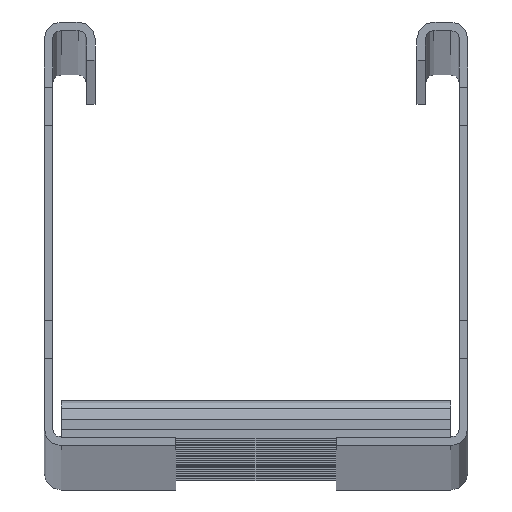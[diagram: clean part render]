
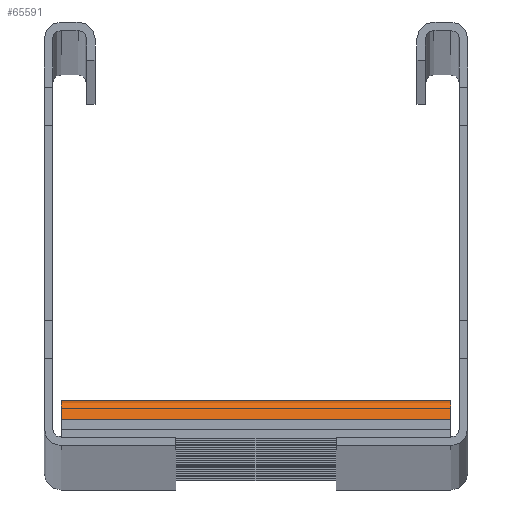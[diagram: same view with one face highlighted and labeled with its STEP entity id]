
A CAD part, top view. The second image highlights one B-rep face of the part: STEP entity #65591.
In plain terms, the highlighted cylindrical face has radius 4.5 mm (diameter 9 mm), a partial arc.
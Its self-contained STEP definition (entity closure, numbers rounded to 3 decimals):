
#5218=CARTESIAN_POINT('',(-46.,-43.5,2863.));
#5219=DIRECTION('',(1.,0.,0.));
#5220=DIRECTION('',(0.,0.,-1.));
#5221=AXIS2_PLACEMENT_3D('',#5218,#5219,#5220);
#6543=CARTESIAN_POINT('',(46.,-43.5,2863.));
#6544=DIRECTION('',(1.,0.,0.));
#6545=DIRECTION('',(0.,0.,-1.));
#6546=AXIS2_PLACEMENT_3D('',#6543,#6544,#6545);
#18253=DIRECTION('',(1.,0.,0.));
#18254=VECTOR('',#18253,92.);
#18255=CARTESIAN_POINT('',(-46.,-43.5,2867.5));
#18256=LINE('',#18255,#18254);
#18257=DIRECTION('',(1.,0.,0.));
#18258=VECTOR('',#18257,92.);
#18259=CARTESIAN_POINT('',(-46.,-43.5,2858.5));
#18260=LINE('',#18259,#18258);
#38065=CARTESIAN_POINT('',(-46.,-43.5,2858.5));
#38066=VERTEX_POINT('',#38065);
#38067=CARTESIAN_POINT('',(-46.,-43.5,2867.5));
#38068=VERTEX_POINT('',#38067);
#38085=CARTESIAN_POINT('',(46.,-43.5,2858.5));
#38086=VERTEX_POINT('',#38085);
#38087=CARTESIAN_POINT('',(46.,-43.5,2867.5));
#38088=VERTEX_POINT('',#38087);
#65579=CARTESIAN_POINT('',(-46.,-43.5,2863.));
#65580=DIRECTION('',(1.,0.,0.));
#65581=DIRECTION('',(0.,0.,-1.));
#65582=AXIS2_PLACEMENT_3D('',#65579,#65580,#65581);
#65583=CYLINDRICAL_SURFACE('',#65582,4.5);
#65584=ORIENTED_EDGE('',*,*,#43636,.F.);
#65586=ORIENTED_EDGE('',*,*,#65585,.T.);
#65587=ORIENTED_EDGE('',*,*,#44957,.T.);
#65588=ORIENTED_EDGE('',*,*,#65570,.F.);
#65589=EDGE_LOOP('',(#65584,#65586,#65587,#65588));
#65590=FACE_OUTER_BOUND('',#65589,.F.);
#65591=ADVANCED_FACE('',(#65590),#65583,.T.);
#5222=CIRCLE('',#5221,4.5);
#6547=CIRCLE('',#6546,4.5);
#43636=EDGE_CURVE('',#38066,#38068,#5222,.T.);
#44957=EDGE_CURVE('',#38086,#38088,#6547,.T.);
#65570=EDGE_CURVE('',#38068,#38088,#18256,.T.);
#65585=EDGE_CURVE('',#38066,#38086,#18260,.T.);
